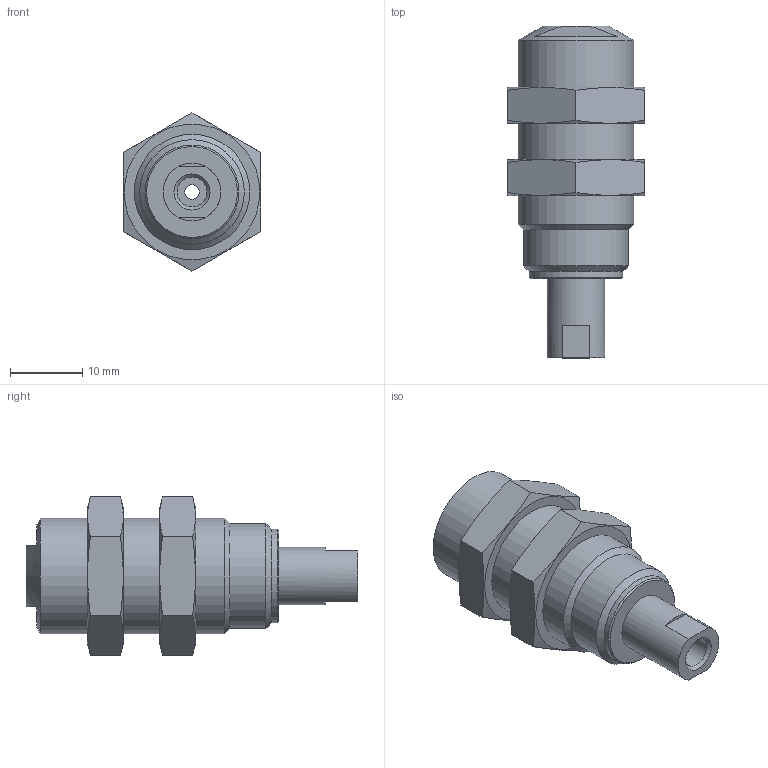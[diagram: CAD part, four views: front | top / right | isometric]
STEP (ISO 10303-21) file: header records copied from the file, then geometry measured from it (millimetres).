
FILE_DESCRIPTION(/* description */ ('STEP AP214'),/* implementation_level */ '2;1');
FILE_NAME(/* name */ '151209_VAL-M5-5',/* time_stamp */ '2024-09-10T16:13:29+02:00',/* author */ ('License CC BY-ND 4.0'),/* organization */ ('CADENAS'),/* preprocessor_version */ 'ST-DEVELOPER v19.3',/* originating_system */ 'PARTsolutions',/* authorisation */ ' ');
FILE_SCHEMA (('AUTOMOTIVE_DESIGN {1 0 10303 214 3 1 1}'));
Length unit declared in the file: millimetre
Products named in the file (3): 151209 VAL-M5-5---(0); 151209 VAL-M5-5---(0_p); 348988 SPZ-25-P-A M16X1-5-19
Assembly tree (3 placements, depth 2):
  151209 VAL-M5-5---(0)
    151209 VAL-M5-5---(0_p)
    348988 SPZ-25-P-A M16X1-5-19  x2
Bounding box: 19 x 46 x 21.94 mm (x, y, z)
Volume: 8165.7 mm3; surface area: 4224.8 mm2
Topology: 3 solids, 3 shells, 52 faces, 119 edges, 76 vertices
Faces by surface type: plane 29, cone 14, cylinder 9
Full cylindrical faces by diameter (mm): 2 x1, 4.134 x2, 8 x1, 13 x1, 14.5 x1, 14.917 x2, 16 x1
Entity records: 1064 total; most frequent: CARTESIAN_POINT 217, DIRECTION 164, ORIENTED_EDGE 128, AXIS2_PLACEMENT_3D 73, EDGE_CURVE 64, EDGE_LOOP 64, FACE_BOUND 64, VERTEX_POINT 50
